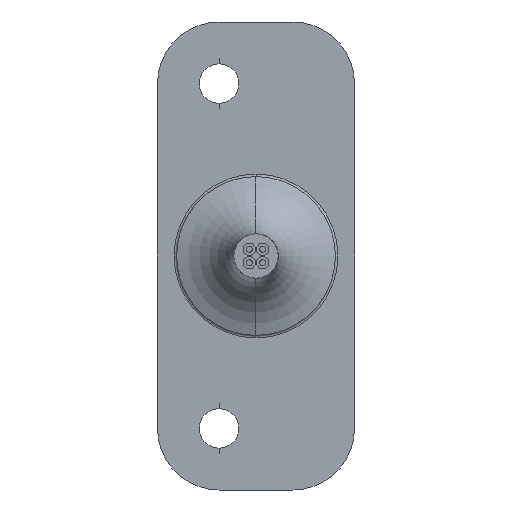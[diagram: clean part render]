
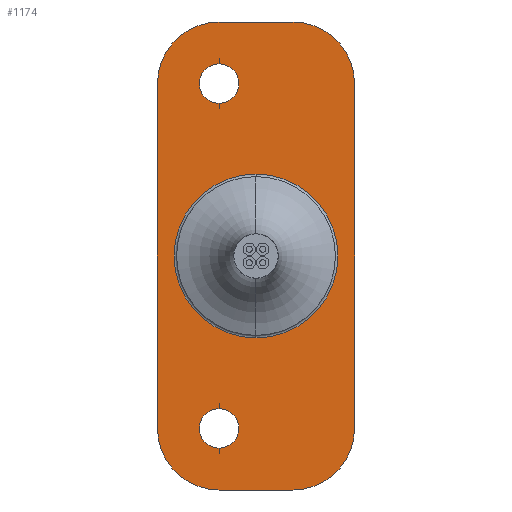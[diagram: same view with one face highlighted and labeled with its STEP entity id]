
A CAD part, left-side view. The second image highlights one B-rep face of the part: STEP entity #1174.
In plain terms, the highlighted planar face has unit normal (-1, 0, 0).
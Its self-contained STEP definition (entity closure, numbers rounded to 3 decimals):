
#30 = CIRCLE ( 'NONE', #1639, 1.6 ) ;
#44 = VERTEX_POINT ( 'NONE', #1651 ) ;
#59 = VERTEX_POINT ( 'NONE', #1629 ) ;
#60 = EDGE_LOOP ( 'NONE', ( #384, #1227 ) ) ;
#66 = DIRECTION ( 'NONE',  ( 0., 0., 1. ) ) ;
#133 = AXIS2_PLACEMENT_3D ( 'NONE', #140, #2004, #1802 ) ;
#140 = CARTESIAN_POINT ( 'NONE',  ( -1.7, -3., -14. ) ) ;
#157 = CARTESIAN_POINT ( 'NONE',  ( -1.7, -8., 14. ) ) ;
#177 = ORIENTED_EDGE ( 'NONE', *, *, #1135, .T. ) ;
#182 = DIRECTION ( 'NONE',  ( 0., 0., 1. ) ) ;
#188 = CIRCLE ( 'NONE', #2477, 6.65 ) ;
#252 = DIRECTION ( 'NONE',  ( 1., 0., 0. ) ) ;
#262 = VERTEX_POINT ( 'NONE', #1993 ) ;
#270 = DIRECTION ( 'NONE',  ( 0., 0., 1. ) ) ;
#277 = ORIENTED_EDGE ( 'NONE', *, *, #281, .F. ) ;
#281 = EDGE_CURVE ( 'NONE', #676, #2153, #2258, .T. ) ;
#289 = CARTESIAN_POINT ( 'NONE',  ( -1.7, -3., -19. ) ) ;
#358 = ORIENTED_EDGE ( 'NONE', *, *, #442, .F. ) ;
#384 = ORIENTED_EDGE ( 'NONE', *, *, #1054, .F. ) ;
#395 = CIRCLE ( 'NONE', #1277, 1.6 ) ;
#406 = DIRECTION ( 'NONE',  ( 0., 0., 1. ) ) ;
#442 = EDGE_CURVE ( 'NONE', #1402, #59, #1527, .T. ) ;
#475 = CARTESIAN_POINT ( 'NONE',  ( -1.7, 3., -14. ) ) ;
#543 = ORIENTED_EDGE ( 'NONE', *, *, #2561, .F. ) ;
#551 = FACE_OUTER_BOUND ( 'NONE', #2309, .T. ) ;
#565 = DIRECTION ( 'NONE',  ( 0., 0., 1. ) ) ;
#585 = ORIENTED_EDGE ( 'NONE', *, *, #2641, .F. ) ;
#621 = AXIS2_PLACEMENT_3D ( 'NONE', #1557, #686, #270 ) ;
#662 = DIRECTION ( 'NONE',  ( -1., 0., 0. ) ) ;
#676 = VERTEX_POINT ( 'NONE', #1247 ) ;
#686 = DIRECTION ( 'NONE',  ( 1., 0., 0. ) ) ;
#692 = DIRECTION ( 'NONE',  ( 0., 1., 0. ) ) ;
#778 = DIRECTION ( 'NONE',  ( -1., 0., 0. ) ) ;
#780 = EDGE_LOOP ( 'NONE', ( #177, #2298 ) ) ;
#788 = AXIS2_PLACEMENT_3D ( 'NONE', #2301, #1065, #1677 ) ;
#843 = DIRECTION ( 'NONE',  ( 0., 0., 1. ) ) ;
#885 = EDGE_CURVE ( 'NONE', #59, #262, #2316, .T. ) ;
#925 = VERTEX_POINT ( 'NONE', #2354 ) ;
#932 = EDGE_CURVE ( 'NONE', #1416, #1402, #1520, .T. ) ;
#942 = VERTEX_POINT ( 'NONE', #1531 ) ;
#944 = EDGE_CURVE ( 'NONE', #2153, #1416, #2590, .T. ) ;
#953 = FACE_BOUND ( 'NONE', #60, .T. ) ;
#977 = CARTESIAN_POINT ( 'NONE',  ( -1.7, 3., 12.4 ) ) ;
#992 = CIRCLE ( 'NONE', #1656, 6.65 ) ;
#993 = CARTESIAN_POINT ( 'NONE',  ( -1.7, -3., -19. ) ) ;
#1009 = CARTESIAN_POINT ( 'NONE',  ( -1.7, 3., -15.6 ) ) ;
#1017 = AXIS2_PLACEMENT_3D ( 'NONE', #2141, #252, #1763 ) ;
#1054 = EDGE_CURVE ( 'NONE', #2073, #1483, #1831, .T. ) ;
#1062 = CARTESIAN_POINT ( 'NONE',  ( -1.7, -3., 19. ) ) ;
#1065 = DIRECTION ( 'NONE',  ( 1., 0., 0. ) ) ;
#1069 = EDGE_CURVE ( 'NONE', #1483, #2073, #2680, .T. ) ;
#1099 = CIRCLE ( 'NONE', #788, 5. ) ;
#1121 = FACE_BOUND ( 'NONE', #2407, .T. ) ;
#1135 = EDGE_CURVE ( 'NONE', #942, #44, #188, .T. ) ;
#1154 = EDGE_CURVE ( 'NONE', #262, #925, #2210, .T. ) ;
#1174 = ADVANCED_FACE ( 'NONE', ( #1188, #1121, #953, #551 ), #2100, .T. ) ;
#1188 = FACE_BOUND ( 'NONE', #780, .T. ) ;
#1214 = DIRECTION ( 'NONE',  ( -1., 0., 0. ) ) ;
#1227 = ORIENTED_EDGE ( 'NONE', *, *, #1069, .F. ) ;
#1235 = ORIENTED_EDGE ( 'NONE', *, *, #944, .F. ) ;
#1242 = CARTESIAN_POINT ( 'NONE',  ( -1.7, 3., 14. ) ) ;
#1247 = CARTESIAN_POINT ( 'NONE',  ( -1.7, -8., -14. ) ) ;
#1277 = AXIS2_PLACEMENT_3D ( 'NONE', #1425, #1214, #565 ) ;
#1335 = DIRECTION ( 'NONE',  ( 0., 0., 1. ) ) ;
#1365 = VERTEX_POINT ( 'NONE', #2173 ) ;
#1373 = CARTESIAN_POINT ( 'NONE',  ( -1.7, 8., -14. ) ) ;
#1385 = EDGE_CURVE ( 'NONE', #1365, #1712, #395, .T. ) ;
#1396 = AXIS2_PLACEMENT_3D ( 'NONE', #1440, #778, #843 ) ;
#1402 = VERTEX_POINT ( 'NONE', #1373 ) ;
#1416 = VERTEX_POINT ( 'NONE', #2246 ) ;
#1425 = CARTESIAN_POINT ( 'NONE',  ( -1.7, 3., -14. ) ) ;
#1440 = CARTESIAN_POINT ( 'NONE',  ( -1.7, 3., 14. ) ) ;
#1480 = CARTESIAN_POINT ( 'NONE',  ( -1.7, 3., 15.6 ) ) ;
#1483 = VERTEX_POINT ( 'NONE', #1480 ) ;
#1520 = CIRCLE ( 'NONE', #621, 5. ) ;
#1527 = LINE ( 'NONE', #2149, #2401 ) ;
#1531 = CARTESIAN_POINT ( 'NONE',  ( -1.7, 0., 6.65 ) ) ;
#1557 = CARTESIAN_POINT ( 'NONE',  ( -1.7, 3., -14. ) ) ;
#1622 = AXIS2_PLACEMENT_3D ( 'NONE', #1912, #662, #2321 ) ;
#1629 = CARTESIAN_POINT ( 'NONE',  ( -1.7, 8., 14. ) ) ;
#1639 = AXIS2_PLACEMENT_3D ( 'NONE', #475, #1950, #1335 ) ;
#1651 = CARTESIAN_POINT ( 'NONE',  ( -1.7, 0., -6.65 ) ) ;
#1656 = AXIS2_PLACEMENT_3D ( 'NONE', #2243, #1668, #406 ) ;
#1668 = DIRECTION ( 'NONE',  ( 1., 0., 0. ) ) ;
#1677 = DIRECTION ( 'NONE',  ( 0., 0., 1. ) ) ;
#1712 = VERTEX_POINT ( 'NONE', #1009 ) ;
#1735 = VECTOR ( 'NONE', #2681, 1000. ) ;
#1763 = DIRECTION ( 'NONE',  ( 0., 0., -1. ) ) ;
#1769 = EDGE_CURVE ( 'NONE', #44, #942, #992, .T. ) ;
#1802 = DIRECTION ( 'NONE',  ( 0., 0., 1. ) ) ;
#1831 = CIRCLE ( 'NONE', #2567, 1.6 ) ;
#1837 = VERTEX_POINT ( 'NONE', #2647 ) ;
#1908 = CARTESIAN_POINT ( 'NONE',  ( -1.7, 0., 0. ) ) ;
#1912 = CARTESIAN_POINT ( 'NONE',  ( -1.7, 3., -14. ) ) ;
#1918 = VECTOR ( 'NONE', #2435, 1000. ) ;
#1950 = DIRECTION ( 'NONE',  ( -1., 0., 0. ) ) ;
#1993 = CARTESIAN_POINT ( 'NONE',  ( -1.7, 3., 19. ) ) ;
#2004 = DIRECTION ( 'NONE',  ( 1., 0., 0. ) ) ;
#2012 = ORIENTED_EDGE ( 'NONE', *, *, #2341, .F. ) ;
#2054 = VECTOR ( 'NONE', #692, 1000. ) ;
#2073 = VERTEX_POINT ( 'NONE', #977 ) ;
#2087 = DIRECTION ( 'NONE',  ( 0., 0., 1. ) ) ;
#2100 = PLANE ( 'NONE',  #1622 ) ;
#2141 = CARTESIAN_POINT ( 'NONE',  ( -1.7, 3., 14. ) ) ;
#2149 = CARTESIAN_POINT ( 'NONE',  ( -1.7, 8., 14. ) ) ;
#2153 = VERTEX_POINT ( 'NONE', #993 ) ;
#2172 = DIRECTION ( 'NONE',  ( 1., 0., 0. ) ) ;
#2173 = CARTESIAN_POINT ( 'NONE',  ( -1.7, 3., -12.4 ) ) ;
#2210 = LINE ( 'NONE', #1062, #1735 ) ;
#2243 = CARTESIAN_POINT ( 'NONE',  ( -1.7, 0., 0. ) ) ;
#2246 = CARTESIAN_POINT ( 'NONE',  ( -1.7, 3., -19. ) ) ;
#2258 = CIRCLE ( 'NONE', #133, 5. ) ;
#2263 = LINE ( 'NONE', #157, #1918 ) ;
#2298 = ORIENTED_EDGE ( 'NONE', *, *, #1769, .T. ) ;
#2301 = CARTESIAN_POINT ( 'NONE',  ( -1.7, -3., 14. ) ) ;
#2309 = EDGE_LOOP ( 'NONE', ( #2618, #1235, #277, #585, #2012, #2339, #2574, #358 ) ) ;
#2316 = CIRCLE ( 'NONE', #1017, 5. ) ;
#2321 = DIRECTION ( 'NONE',  ( 0., 0., 1. ) ) ;
#2339 = ORIENTED_EDGE ( 'NONE', *, *, #1154, .F. ) ;
#2341 = EDGE_CURVE ( 'NONE', #925, #1837, #1099, .T. ) ;
#2354 = CARTESIAN_POINT ( 'NONE',  ( -1.7, -3., 19. ) ) ;
#2401 = VECTOR ( 'NONE', #66, 1000. ) ;
#2407 = EDGE_LOOP ( 'NONE', ( #543, #2500 ) ) ;
#2435 = DIRECTION ( 'NONE',  ( 0., 0., -1. ) ) ;
#2477 = AXIS2_PLACEMENT_3D ( 'NONE', #1908, #2172, #2087 ) ;
#2500 = ORIENTED_EDGE ( 'NONE', *, *, #1385, .F. ) ;
#2561 = EDGE_CURVE ( 'NONE', #1712, #1365, #30, .T. ) ;
#2567 = AXIS2_PLACEMENT_3D ( 'NONE', #1242, #2663, #182 ) ;
#2574 = ORIENTED_EDGE ( 'NONE', *, *, #885, .F. ) ;
#2590 = LINE ( 'NONE', #289, #2054 ) ;
#2618 = ORIENTED_EDGE ( 'NONE', *, *, #932, .F. ) ;
#2641 = EDGE_CURVE ( 'NONE', #1837, #676, #2263, .T. ) ;
#2647 = CARTESIAN_POINT ( 'NONE',  ( -1.7, -8., 14. ) ) ;
#2663 = DIRECTION ( 'NONE',  ( -1., 0., 0. ) ) ;
#2680 = CIRCLE ( 'NONE', #1396, 1.6 ) ;
#2681 = DIRECTION ( 'NONE',  ( 0., -1., 0. ) ) ;
